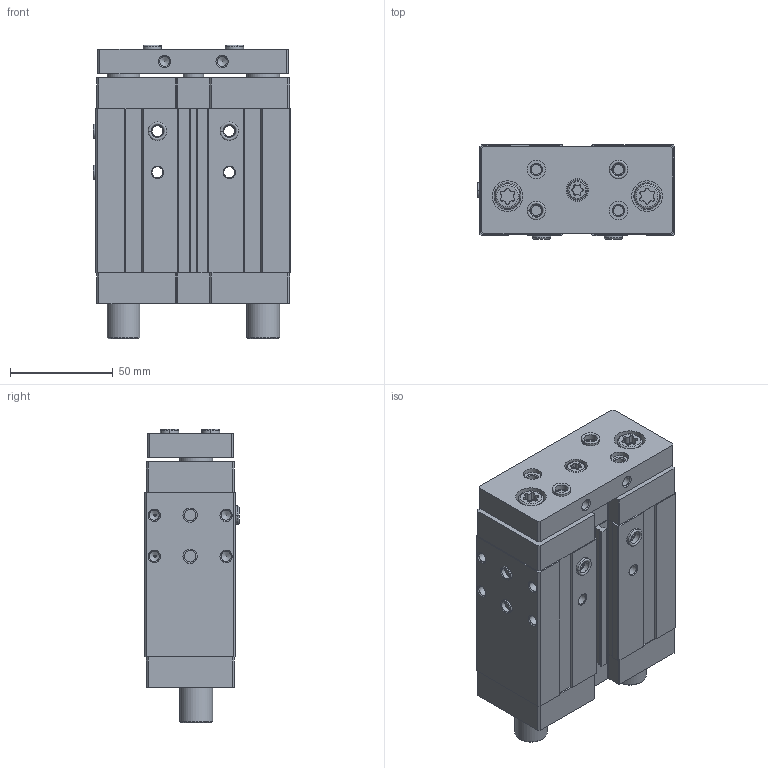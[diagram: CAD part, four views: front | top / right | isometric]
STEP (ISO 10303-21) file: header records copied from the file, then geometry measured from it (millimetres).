
FILE_DESCRIPTION(/* description */ ('STEP AP214'),/* implementation_level */ '2;1');
FILE_NAME(/* name */ '8161424_DFM-25-40-B-PPV-A-GF',/* time_stamp */ '2024-08-14T21:23:03+02:00',/* author */ ('License CC BY-ND 4.0'),/* organization */ ('CADENAS'),/* preprocessor_version */ 'ST-DEVELOPER v19.3',/* originating_system */ 'PARTsolutions',/* authorisation */ ' ');
FILE_SCHEMA (('AUTOMOTIVE_DESIGN {1 0 10303 214 3 1 1}'));
Length unit declared in the file: millimetre
Products named in the file (6): 8161424 DFM-25-40-B-PPV-A-GF---(0); 532317 DFM---25-40-B-PPV-A-GF---(ZR) 40; 532317 DFM-25-40-B-PPV-A-GF---(K); 8137184 ZBH-9-B; 8146544 ZBH-7-B; 173985 B-1/8-NPT
Assembly tree (10 placements, depth 2):
  8161424 DFM-25-40-B-PPV-A-GF---(0)
    532317 DFM---25-40-B-PPV-A-GF---(ZR) 40
    532317 DFM-25-40-B-PPV-A-GF---(K)
    8137184 ZBH-9-B  x4
    8146544 ZBH-7-B  x2
    173985 B-1/8-NPT  x2
Bounding box: 96.3 x 45.8 x 142.8 mm (x, y, z)
Volume: 449671.2 mm3; surface area: 101335.5 mm2
Topology: 10 solids, 10 shells, 417 faces, 1012 edges, 657 vertices
Faces by surface type: plane 190, cylinder 155, cone 57, torus 15
Full cylindrical faces by diameter (mm): 4.366 x2, 4.917 x14, 5.3 x4, 6.8 x2, 7 x2, 8 x2, 8.2 x1, 8.566 x4, 8.8 x2, 9 x10, 10 x2, 11 x1, 15 x2, 16 x4, 21.25 x1, 25 x2
Entity records: 10830 total; most frequent: CARTESIAN_POINT 1906, DIRECTION 1898, ORIENTED_EDGE 1608, EDGE_CURVE 804, AXIS2_PLACEMENT_3D 733, VERTEX_POINT 593, FACE_BOUND 561, EDGE_LOOP 554
